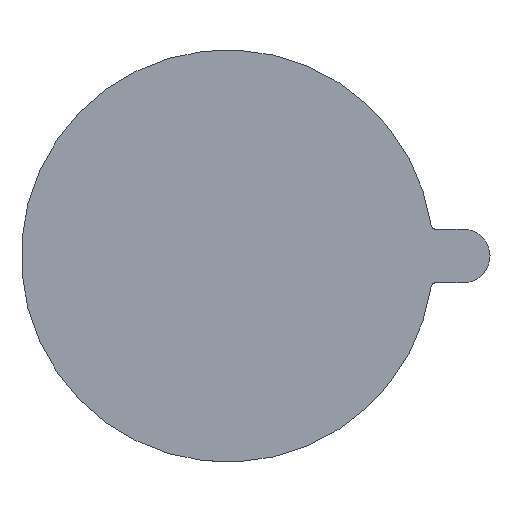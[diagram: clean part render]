
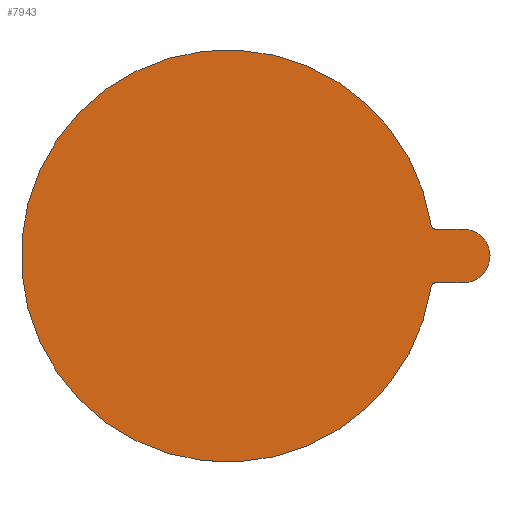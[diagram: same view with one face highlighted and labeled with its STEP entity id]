
A CAD part, top view. The second image highlights one B-rep face of the part: STEP entity #7943.
In plain terms, the highlighted planar face has unit normal (0, 0, 1).
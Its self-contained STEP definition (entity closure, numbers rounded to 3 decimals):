
#906 = VECTOR ( 'NONE', #7447, 1000. ) ;
#1031 = EDGE_CURVE ( 'NONE', #10746, #6609, #9485, .T. ) ;
#1427 = ORIENTED_EDGE ( 'NONE', *, *, #9191, .F. ) ;
#1447 = EDGE_LOOP ( 'NONE', ( #14418, #15110, #3003, #10961, #9759, #1427, #14053 ) ) ;
#1472 = VECTOR ( 'NONE', #7453, 1000. ) ;
#1501 = DIRECTION ( 'NONE',  ( 0., 0., 1. ) ) ;
#1825 = DIRECTION ( 'NONE',  ( -1., 0., 0. ) ) ;
#1951 = EDGE_CURVE ( 'NONE', #16409, #2211, #3250, .T. ) ;
#2211 = VERTEX_POINT ( 'NONE', #3263 ) ;
#3003 = ORIENTED_EDGE ( 'NONE', *, *, #1031, .T. ) ;
#3094 = DIRECTION ( 'NONE',  ( 0., 0., -1. ) ) ;
#3250 = CIRCLE ( 'NONE', #10074, 23. ) ;
#3263 = CARTESIAN_POINT ( 'NONE',  ( -127.232, 56.367, 0.34 ) ) ;
#3509 = AXIS2_PLACEMENT_3D ( 'NONE', #14267, #14088, #7594 ) ;
#3868 = DIRECTION ( 'NONE',  ( 0., 0., 1. ) ) ;
#4554 = CIRCLE ( 'NONE', #12750, 0.5 ) ;
#4798 = EDGE_CURVE ( 'NONE', #6609, #16456, #13247, .T. ) ;
#5665 = AXIS2_PLACEMENT_3D ( 'NONE', #7322, #1501, #1825 ) ;
#5680 = PLANE ( 'NONE',  #10496 ) ;
#5727 = CARTESIAN_POINT ( 'NONE',  ( -123.672, 49.941, 0.34 ) ) ;
#5782 = CARTESIAN_POINT ( 'NONE',  ( -126.738, 49.441, 0.34 ) ) ;
#5866 = DIRECTION ( 'NONE',  ( -1., 0., 0. ) ) ;
#6584 = EDGE_CURVE ( 'NONE', #10746, #13606, #15007, .T. ) ;
#6609 = VERTEX_POINT ( 'NONE', #13705 ) ;
#6968 = LINE ( 'NONE', #8433, #906 ) ;
#7058 = DIRECTION ( 'NONE',  ( -1., 0., 0. ) ) ;
#7280 = CARTESIAN_POINT ( 'NONE',  ( -127.232, 49.515, 0.34 ) ) ;
#7322 = CARTESIAN_POINT ( 'NONE',  ( -123.672, 52.941, 0.34 ) ) ;
#7447 = DIRECTION ( 'NONE',  ( 1., 0., 0. ) ) ;
#7453 = DIRECTION ( 'NONE',  ( -1., 0., 0. ) ) ;
#7594 = DIRECTION ( 'NONE',  ( -1., 0., 0. ) ) ;
#7811 = CARTESIAN_POINT ( 'NONE',  ( -123.672, 52.941, 0.34 ) ) ;
#7840 = EDGE_CURVE ( 'NONE', #11067, #16456, #6968, .T. ) ;
#7943 = ADVANCED_FACE ( 'NONE', ( #15340 ), #5680, .F. ) ;
#8433 = CARTESIAN_POINT ( 'NONE',  ( -126.738, 55.941, 0.34 ) ) ;
#8665 = CARTESIAN_POINT ( 'NONE',  ( -123.672, 49.941, 0.34 ) ) ;
#9077 = CARTESIAN_POINT ( 'NONE',  ( -123.672, 55.941, 0.34 ) ) ;
#9090 = DIRECTION ( 'NONE',  ( -1., 0., 0. ) ) ;
#9191 = EDGE_CURVE ( 'NONE', #2211, #11067, #13636, .T. ) ;
#9485 = CIRCLE ( 'NONE', #5665, 3. ) ;
#9759 = ORIENTED_EDGE ( 'NONE', *, *, #7840, .F. ) ;
#10074 = AXIS2_PLACEMENT_3D ( 'NONE', #11878, #14107, #15727 ) ;
#10496 = AXIS2_PLACEMENT_3D ( 'NONE', #14850, #3094, #7058 ) ;
#10746 = VERTEX_POINT ( 'NONE', #5727 ) ;
#10961 = ORIENTED_EDGE ( 'NONE', *, *, #4798, .T. ) ;
#11067 = VERTEX_POINT ( 'NONE', #11525 ) ;
#11525 = CARTESIAN_POINT ( 'NONE',  ( -126.738, 55.941, 0.34 ) ) ;
#11878 = CARTESIAN_POINT ( 'NONE',  ( -149.976, 52.941, 0.34 ) ) ;
#12667 = CARTESIAN_POINT ( 'NONE',  ( -126.738, 49.941, 0.34 ) ) ;
#12750 = AXIS2_PLACEMENT_3D ( 'NONE', #5782, #16238, #5866 ) ;
#13247 = CIRCLE ( 'NONE', #14637, 3. ) ;
#13606 = VERTEX_POINT ( 'NONE', #12667 ) ;
#13636 = CIRCLE ( 'NONE', #3509, 0.5 ) ;
#13705 = CARTESIAN_POINT ( 'NONE',  ( -120.672, 52.941, 0.34 ) ) ;
#14053 = ORIENTED_EDGE ( 'NONE', *, *, #1951, .F. ) ;
#14088 = DIRECTION ( 'NONE',  ( 0., 0., 1. ) ) ;
#14107 = DIRECTION ( 'NONE',  ( 0., 0., -1. ) ) ;
#14267 = CARTESIAN_POINT ( 'NONE',  ( -126.738, 56.441, 0.34 ) ) ;
#14418 = ORIENTED_EDGE ( 'NONE', *, *, #16904, .F. ) ;
#14637 = AXIS2_PLACEMENT_3D ( 'NONE', #7811, #3868, #9090 ) ;
#14850 = CARTESIAN_POINT ( 'NONE',  ( -126.738, 49.441, 0.34 ) ) ;
#15007 = LINE ( 'NONE', #8665, #1472 ) ;
#15110 = ORIENTED_EDGE ( 'NONE', *, *, #6584, .F. ) ;
#15340 = FACE_OUTER_BOUND ( 'NONE', #1447, .T. ) ;
#15727 = DIRECTION ( 'NONE',  ( -1., 0., 0. ) ) ;
#16238 = DIRECTION ( 'NONE',  ( 0., 0., 1. ) ) ;
#16409 = VERTEX_POINT ( 'NONE', #7280 ) ;
#16456 = VERTEX_POINT ( 'NONE', #9077 ) ;
#16904 = EDGE_CURVE ( 'NONE', #13606, #16409, #4554, .T. ) ;
